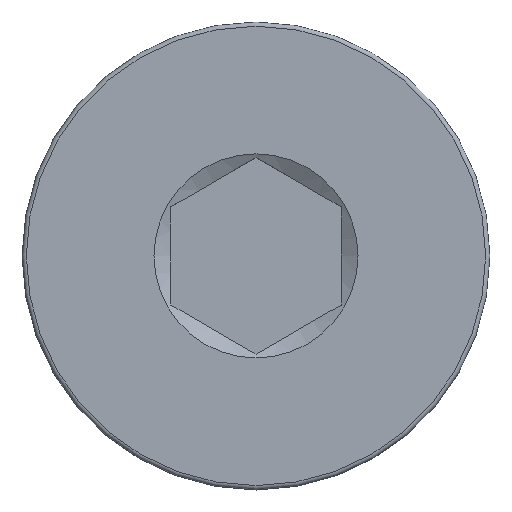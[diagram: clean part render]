
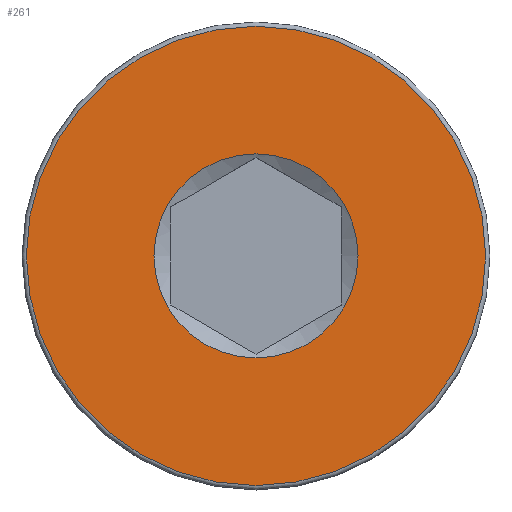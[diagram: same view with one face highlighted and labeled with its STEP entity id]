
A CAD part, top view. The second image highlights one B-rep face of the part: STEP entity #261.
In plain terms, the highlighted planar face has unit normal (0, 0, 1).
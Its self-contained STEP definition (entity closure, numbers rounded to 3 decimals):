
#49=PLANE('',#295);
#74=ORIENTED_EDGE('',*,*,#134,.F.);
#75=ORIENTED_EDGE('',*,*,#127,.T.);
#127=EDGE_CURVE('',#157,#157,#181,.T.);
#134=EDGE_CURVE('',#164,#164,#182,.T.);
#157=VERTEX_POINT('',#406);
#164=VERTEX_POINT('',#445);
#181=CIRCLE('',#294,4.8);
#182=CIRCLE('',#296,10.8);
#195=EDGE_LOOP('',(#74));
#196=EDGE_LOOP('',(#75));
#227=FACE_BOUND('',#195,.T.);
#228=FACE_BOUND('',#196,.T.);
#261=ADVANCED_FACE('',(#227,#228),#49,.F.);
#294=AXIS2_PLACEMENT_3D('',#405,#329,#330);
#295=AXIS2_PLACEMENT_3D('',#443,#331,#332);
#296=AXIS2_PLACEMENT_3D('',#444,#333,#334);
#329=DIRECTION('',(0.,0.,-1.));
#330=DIRECTION('',(-1.,0.,0.));
#331=DIRECTION('',(0.,0.,-1.));
#332=DIRECTION('',(-1.,0.,0.));
#333=DIRECTION('',(0.,0.,-1.));
#334=DIRECTION('',(-1.,0.,0.));
#405=CARTESIAN_POINT('',(0.,0.,5.2));
#406=CARTESIAN_POINT('',(-4.8,0.,5.2));
#443=CARTESIAN_POINT('',(0.,4.8,5.2));
#444=CARTESIAN_POINT('',(0.,0.,5.2));
#445=CARTESIAN_POINT('',(-10.8,0.,5.2));
